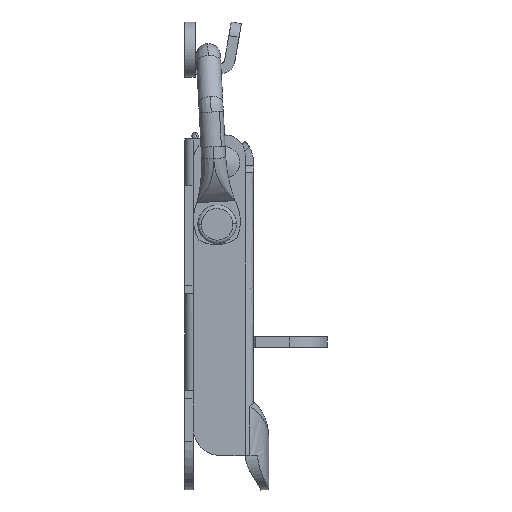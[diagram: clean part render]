
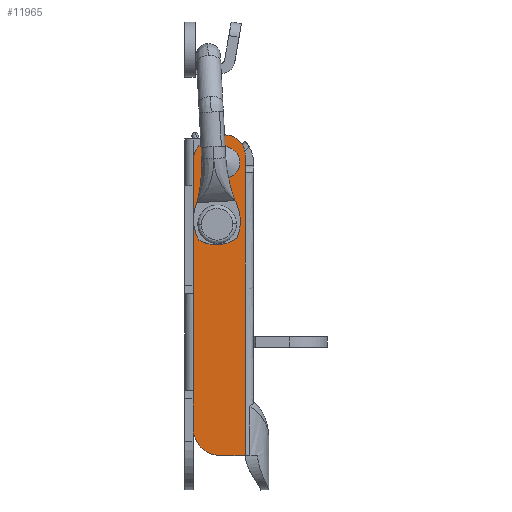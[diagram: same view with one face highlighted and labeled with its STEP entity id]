
A CAD part, left-side view. The second image highlights one B-rep face of the part: STEP entity #11965.
In plain terms, the highlighted free-form (B-spline) face has degree [1, 1] with [2, 2] control points.
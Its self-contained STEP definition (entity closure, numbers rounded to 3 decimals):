
#11023=CARTESIAN_POINT('',(-10.0,-6.494,-0.259));
#11024=VERTEX_POINT('',#11023);
#11030=CARTESIAN_POINT('',(-10.0,-4.7,1.4));
#11031=VERTEX_POINT('',#11030);
#11032=CARTESIAN_POINT('',(-10.0,-4.7,1.4));
#11033=CARTESIAN_POINT('',(-10.,-6.364,1.4));
#11034=CARTESIAN_POINT('',(-10.,-6.494,-0.259));
#11042=(BOUNDED_CURVE()B_SPLINE_CURVE(2,(#11032,#11033,#11034),.UNSPECIFIED.,.F.,.U.)B_SPLINE_CURVE_WITH_KNOTS((3,3),(0.0,0.236),.UNSPECIFIED.)CURVE()GEOMETRIC_REPRESENTATION_ITEM()RATIONAL_B_SPLINE_CURVE((1.0,0.723,0.97))REPRESENTATION_ITEM(''));
#11043=EDGE_CURVE('',#11031,#11024,#11042,.T.);
#11045=CARTESIAN_POINT('',(-10.0,-2.906,-0.541));
#11046=VERTEX_POINT('',#11045);
#11047=CARTESIAN_POINT('',(-10.0,-2.906,-0.541));
#11048=CARTESIAN_POINT('',(-10.,-2.9,-0.471));
#11049=CARTESIAN_POINT('',(-10.0,-2.9,-0.4));
#11050=CARTESIAN_POINT('',(-10.0,-2.9,1.4));
#11051=CARTESIAN_POINT('',(-10.0,-4.7,1.4));
#11059=(BOUNDED_CURVE()B_SPLINE_CURVE(2,(#11047,#11048,#11049,#11050,#11051),.UNSPECIFIED.,.F.,.U.)B_SPLINE_CURVE_WITH_KNOTS((3,2,3),(0.736,0.75,1.0),.UNSPECIFIED.)CURVE()GEOMETRIC_REPRESENTATION_ITEM()RATIONAL_B_SPLINE_CURVE((0.97,0.984,1.0,0.707,1.0))REPRESENTATION_ITEM(''));
#11060=EDGE_CURVE('',#11046,#11031,#11059,.T.);
#11136=CARTESIAN_POINT('',(-10.0,-4.7,-2.2));
#11137=VERTEX_POINT('',#11136);
#11138=CARTESIAN_POINT('',(-10.0,-4.7,-2.2));
#11139=CARTESIAN_POINT('',(-10.0,-3.036,-2.2));
#11140=CARTESIAN_POINT('',(-10.0,-2.906,-0.541));
#11148=(BOUNDED_CURVE()B_SPLINE_CURVE(2,(#11138,#11139,#11140),.UNSPECIFIED.,.F.,.U.)B_SPLINE_CURVE_WITH_KNOTS((3,3),(0.5,0.736),.UNSPECIFIED.)CURVE()GEOMETRIC_REPRESENTATION_ITEM()RATIONAL_B_SPLINE_CURVE((1.0,0.723,0.97))REPRESENTATION_ITEM(''));
#11149=EDGE_CURVE('',#11137,#11046,#11148,.T.);
#11151=CARTESIAN_POINT('',(-10.,-6.494,-0.259));
#11152=CARTESIAN_POINT('',(-10.0,-6.5,-0.329));
#11153=CARTESIAN_POINT('',(-10.0,-6.5,-0.4));
#11154=CARTESIAN_POINT('',(-10.0,-6.5,-2.2));
#11155=CARTESIAN_POINT('',(-10.0,-4.7,-2.2));
#11163=(BOUNDED_CURVE()B_SPLINE_CURVE(2,(#11151,#11152,#11153,#11154,#11155),.UNSPECIFIED.,.F.,.U.)B_SPLINE_CURVE_WITH_KNOTS((3,2,3),(0.236,0.25,0.5),.UNSPECIFIED.)CURVE()GEOMETRIC_REPRESENTATION_ITEM()RATIONAL_B_SPLINE_CURVE((0.97,0.984,1.0,0.707,1.0))REPRESENTATION_ITEM(''));
#11164=EDGE_CURVE('',#11024,#11137,#11163,.T.);
#11189=CARTESIAN_POINT('',(-10.0,-3.404,8.74));
#11190=VERTEX_POINT('',#11189);
#11196=CARTESIAN_POINT('',(-10.0,-5.7,6.3));
#11197=VERTEX_POINT('',#11196);
#11198=CARTESIAN_POINT('',(-10.,-3.404,8.74));
#11199=CARTESIAN_POINT('',(-10.,-3.4,8.67));
#11200=CARTESIAN_POINT('',(-10.0,-3.4,8.6));
#11201=CARTESIAN_POINT('',(-10.0,-3.4,6.3));
#11202=CARTESIAN_POINT('',(-10.0,-5.7,6.3));
#11210=(BOUNDED_CURVE()B_SPLINE_CURVE(2,(#11198,#11199,#11200,#11201,#11202),.UNSPECIFIED.,.F.,.U.)B_SPLINE_CURVE_WITH_KNOTS((3,2,3),(0.239,0.25,0.5),.UNSPECIFIED.)CURVE()GEOMETRIC_REPRESENTATION_ITEM()RATIONAL_B_SPLINE_CURVE((0.976,0.988,1.0,0.707,1.0))REPRESENTATION_ITEM(''));
#11211=EDGE_CURVE('',#11190,#11197,#11210,.T.);
#11213=CARTESIAN_POINT('',(-10.0,-7.996,8.46));
#11214=VERTEX_POINT('',#11213);
#11215=CARTESIAN_POINT('',(-10.0,-5.7,6.3));
#11216=CARTESIAN_POINT('',(-10.0,-7.864,6.3));
#11217=CARTESIAN_POINT('',(-10.0,-7.996,8.46));
#11225=(BOUNDED_CURVE()B_SPLINE_CURVE(2,(#11215,#11216,#11217),.UNSPECIFIED.,.F.,.U.)B_SPLINE_CURVE_WITH_KNOTS((3,3),(0.5,0.739),.UNSPECIFIED.)CURVE()GEOMETRIC_REPRESENTATION_ITEM()RATIONAL_B_SPLINE_CURVE((1.0,0.72,0.976))REPRESENTATION_ITEM(''));
#11226=EDGE_CURVE('',#11197,#11214,#11225,.T.);
#11258=CARTESIAN_POINT('',(-10.0,-5.7,10.9));
#11259=VERTEX_POINT('',#11258);
#11260=CARTESIAN_POINT('',(-10.0,-7.996,8.46));
#11261=CARTESIAN_POINT('',(-10.,-8.,8.53));
#11262=CARTESIAN_POINT('',(-10.0,-8.,8.6));
#11263=CARTESIAN_POINT('',(-10.0,-8.,10.9));
#11264=CARTESIAN_POINT('',(-10.0,-5.7,10.9));
#11272=(BOUNDED_CURVE()B_SPLINE_CURVE(2,(#11260,#11261,#11262,#11263,#11264),.UNSPECIFIED.,.F.,.U.)B_SPLINE_CURVE_WITH_KNOTS((3,2,3),(0.739,0.75,1.0),.UNSPECIFIED.)CURVE()GEOMETRIC_REPRESENTATION_ITEM()RATIONAL_B_SPLINE_CURVE((0.976,0.988,1.0,0.707,1.0))REPRESENTATION_ITEM(''));
#11273=EDGE_CURVE('',#11214,#11259,#11272,.T.);
#11275=CARTESIAN_POINT('',(-10.0,-5.7,10.9));
#11276=CARTESIAN_POINT('',(-10.,-3.536,10.9));
#11277=CARTESIAN_POINT('',(-10.,-3.404,8.74));
#11285=(BOUNDED_CURVE()B_SPLINE_CURVE(2,(#11275,#11276,#11277),.UNSPECIFIED.,.F.,.U.)B_SPLINE_CURVE_WITH_KNOTS((3,3),(0.0,0.239),.UNSPECIFIED.)CURVE()GEOMETRIC_REPRESENTATION_ITEM()RATIONAL_B_SPLINE_CURVE((1.0,0.72,0.976))REPRESENTATION_ITEM(''));
#11286=EDGE_CURVE('',#11259,#11190,#11285,.T.);
#11866=CARTESIAN_POINT('',(-10.0,-9.18,14.928));
#11867=CARTESIAN_POINT('',(-10.0,-0.82,14.928));
#11868=CARTESIAN_POINT('',(-10.0,-9.18,-36.328));
#11869=CARTESIAN_POINT('',(-10.0,-0.82,-36.328));
#11870=B_SPLINE_SURFACE_WITH_KNOTS('',1,1,((#11866,#11868),(#11867,#11869)),.UNSPECIFIED.,.F.,.F.,.U.,(2,2),(2,2),(0.0,8.359),(0.0,51.255),.UNSPECIFIED.);
#11871=CARTESIAN_POINT('',(-10.0,-8.8,-34.0));
#11872=VERTEX_POINT('',#11871);
#11873=CARTESIAN_POINT('',(-10.0,-5.2,-34.0));
#11874=VERTEX_POINT('',#11873);
#11875=CARTESIAN_POINT('',(-10.0,-8.8,-34.0));
#11876=CARTESIAN_POINT('',(-10.0,-5.2,-34.0));
#11877=QUASI_UNIFORM_CURVE('',1,(#11875,#11876),.UNSPECIFIED.,.F.,.U.);
#11878=EDGE_CURVE('',#11872,#11874,#11877,.T.);
#11879=ORIENTED_EDGE('',*,*,#11878,.F.);
#11880=CARTESIAN_POINT('',(-10.0,-8.8,7.1));
#11881=VERTEX_POINT('',#11880);
#11882=CARTESIAN_POINT('',(-10.0,-8.8,-34.0));
#11883=CARTESIAN_POINT('',(-10.0,-8.8,7.1));
#11884=QUASI_UNIFORM_CURVE('',1,(#11882,#11883),.UNSPECIFIED.,.F.,.U.);
#11885=EDGE_CURVE('',#11872,#11881,#11884,.T.);
#11886=ORIENTED_EDGE('',*,*,#11885,.T.);
#11887=CARTESIAN_POINT('',(-10.0,-8.8,9.6));
#11888=VERTEX_POINT('',#11887);
#11889=CARTESIAN_POINT('',(-10.0,-8.8,9.6));
#11890=CARTESIAN_POINT('',(-10.0,-8.8,7.1));
#11891=QUASI_UNIFORM_CURVE('',1,(#11889,#11890),.UNSPECIFIED.,.F.,.U.);
#11892=EDGE_CURVE('',#11888,#11881,#11891,.T.);
#11893=ORIENTED_EDGE('',*,*,#11892,.F.);
#11894=CARTESIAN_POINT('',(-10.0,-5.8,12.6));
#11895=VERTEX_POINT('',#11894);
#11896=CARTESIAN_POINT('',(-10.0,-5.8,12.6));
#11897=CARTESIAN_POINT('',(-10.,-8.8,12.6));
#11898=CARTESIAN_POINT('',(-10.0,-8.8,9.6));
#11906=(BOUNDED_CURVE()B_SPLINE_CURVE(2,(#11896,#11897,#11898),.UNSPECIFIED.,.F.,.U.)CURVE()GEOMETRIC_REPRESENTATION_ITEM()QUASI_UNIFORM_CURVE()RATIONAL_B_SPLINE_CURVE((1.0,0.707,1.0))REPRESENTATION_ITEM(''));
#11907=EDGE_CURVE('',#11895,#11888,#11906,.T.);
#11908=ORIENTED_EDGE('',*,*,#11907,.F.);
#11909=CARTESIAN_POINT('',(-10.0,-5.2,12.6));
#11910=VERTEX_POINT('',#11909);
#11911=CARTESIAN_POINT('',(-10.0,-5.2,12.6));
#11912=CARTESIAN_POINT('',(-10.0,-5.8,12.6));
#11913=QUASI_UNIFORM_CURVE('',1,(#11911,#11912),.UNSPECIFIED.,.F.,.U.);
#11914=EDGE_CURVE('',#11910,#11895,#11913,.T.);
#11915=ORIENTED_EDGE('',*,*,#11914,.F.);
#11916=CARTESIAN_POINT('',(-10.0,-1.2,8.6));
#11917=VERTEX_POINT('',#11916);
#11918=CARTESIAN_POINT('',(-10.0,-1.2,8.6));
#11919=CARTESIAN_POINT('',(-10.,-1.2,12.6));
#11920=CARTESIAN_POINT('',(-10.0,-5.2,12.6));
#11928=(BOUNDED_CURVE()B_SPLINE_CURVE(2,(#11918,#11919,#11920),.UNSPECIFIED.,.F.,.U.)CURVE()GEOMETRIC_REPRESENTATION_ITEM()QUASI_UNIFORM_CURVE()RATIONAL_B_SPLINE_CURVE((1.0,0.707,1.0))REPRESENTATION_ITEM(''));
#11929=EDGE_CURVE('',#11917,#11910,#11928,.T.);
#11930=ORIENTED_EDGE('',*,*,#11929,.F.);
#11931=CARTESIAN_POINT('',(-10.0,-1.2,-30.0));
#11932=VERTEX_POINT('',#11931);
#11933=CARTESIAN_POINT('',(-10.0,-1.2,-30.0));
#11934=CARTESIAN_POINT('',(-10.0,-1.2,8.6));
#11935=QUASI_UNIFORM_CURVE('',1,(#11933,#11934),.UNSPECIFIED.,.F.,.U.);
#11936=EDGE_CURVE('',#11932,#11917,#11935,.T.);
#11937=ORIENTED_EDGE('',*,*,#11936,.F.);
#11938=CARTESIAN_POINT('',(-10.0,-5.2,-34.0));
#11939=CARTESIAN_POINT('',(-10.,-1.2,-34.));
#11940=CARTESIAN_POINT('',(-10.0,-1.2,-30.0));
#11948=(BOUNDED_CURVE()B_SPLINE_CURVE(2,(#11938,#11939,#11940),.UNSPECIFIED.,.F.,.U.)CURVE()GEOMETRIC_REPRESENTATION_ITEM()QUASI_UNIFORM_CURVE()RATIONAL_B_SPLINE_CURVE((1.0,0.707,1.0))REPRESENTATION_ITEM(''));
#11949=EDGE_CURVE('',#11874,#11932,#11948,.T.);
#11950=ORIENTED_EDGE('',*,*,#11949,.F.);
#11951=EDGE_LOOP('',(#11879,#11886,#11893,#11908,#11915,#11930,#11937,#11950));
#11952=FACE_OUTER_BOUND('',#11951,.T.);
#11953=ORIENTED_EDGE('',*,*,#11226,.F.);
#11954=ORIENTED_EDGE('',*,*,#11211,.F.);
#11955=ORIENTED_EDGE('',*,*,#11286,.F.);
#11956=ORIENTED_EDGE('',*,*,#11273,.F.);
#11957=EDGE_LOOP('',(#11953,#11954,#11955,#11956));
#11958=FACE_BOUND('',#11957,.T.);
#11959=ORIENTED_EDGE('',*,*,#11149,.T.);
#11960=ORIENTED_EDGE('',*,*,#11060,.T.);
#11961=ORIENTED_EDGE('',*,*,#11043,.T.);
#11962=ORIENTED_EDGE('',*,*,#11164,.T.);
#11963=EDGE_LOOP('',(#11959,#11960,#11961,#11962));
#11964=FACE_BOUND('',#11963,.T.);
#11965=ADVANCED_FACE('',(#11952,#11958,#11964),#11870,.T.);
